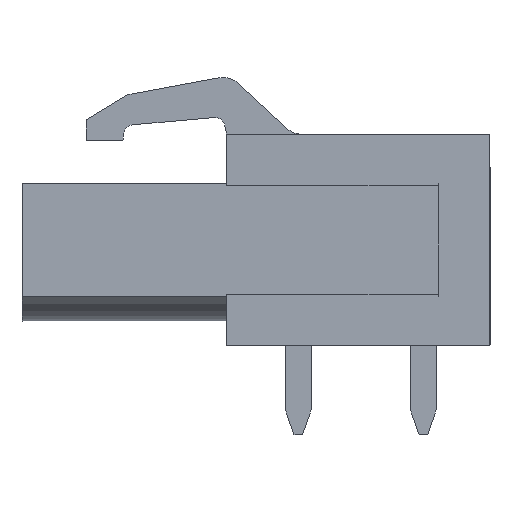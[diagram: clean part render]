
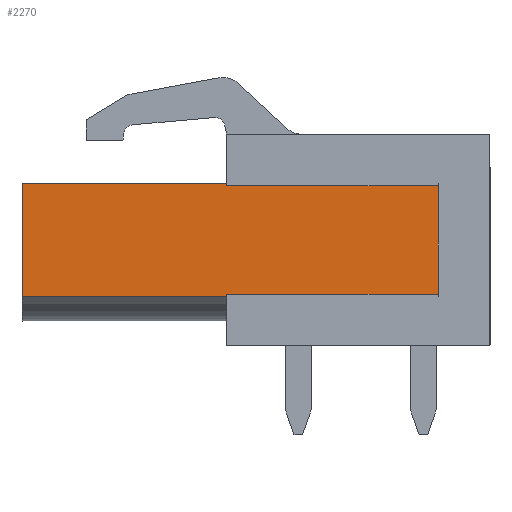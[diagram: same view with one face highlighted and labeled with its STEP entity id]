
A CAD part, front view. The second image highlights one B-rep face of the part: STEP entity #2270.
In plain terms, the highlighted planar face has unit normal (0, -1, 0).
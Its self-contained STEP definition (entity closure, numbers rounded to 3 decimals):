
#2270 = ADVANCED_FACE( '', ( #5068 ), #5069, .F. );
#5068 = FACE_OUTER_BOUND( '', #9847, .T. );
#5069 = PLANE( '', #9848 );
#9847 = EDGE_LOOP( '', ( #17111, #17112, #17113, #17114, #17115, #17116, #17117, #17118 ) );
#9848 = AXIS2_PLACEMENT_3D( '', #17119, #17120, #17121 );
#17111 = ORIENTED_EDGE( '', *, *, #23724, .F. );
#17112 = ORIENTED_EDGE( '', *, *, #23725, .T. );
#17113 = ORIENTED_EDGE( '', *, *, #23489, .F. );
#17114 = ORIENTED_EDGE( '', *, *, #21291, .F. );
#17115 = ORIENTED_EDGE( '', *, *, #23726, .T. );
#17116 = ORIENTED_EDGE( '', *, *, #23727, .T. );
#17117 = ORIENTED_EDGE( '', *, *, #23423, .F. );
#17118 = ORIENTED_EDGE( '', *, *, #23006, .T. );
#17119 = CARTESIAN_POINT( '', ( -1.2, 1., 4.3 ) );
#17120 = DIRECTION( '', ( 0., 1., 0. ) );
#17121 = DIRECTION( '', ( 0., 0., 1. ) );
#21291 = EDGE_CURVE( '', #24935, #24937, #24938, .T. );
#23006 = EDGE_CURVE( '', #27817, #27815, #27818, .T. );
#23423 = EDGE_CURVE( '', #27817, #28415, #28416, .T. );
#23489 = EDGE_CURVE( '', #24937, #28505, #28509, .T. );
#23724 = EDGE_CURVE( '', #28823, #27815, #28824, .T. );
#23725 = EDGE_CURVE( '', #28823, #28505, #28825, .T. );
#23726 = EDGE_CURVE( '', #24935, #28826, #28827, .T. );
#23727 = EDGE_CURVE( '', #28826, #28415, #28828, .T. );
#24935 = VERTEX_POINT( '', #30281 );
#24937 = VERTEX_POINT( '', #30284 );
#24938 = LINE( '', #30285, #30286 );
#27815 = VERTEX_POINT( '', #34387 );
#27817 = VERTEX_POINT( '', #34390 );
#27818 = LINE( '', #34391, #34392 );
#28415 = VERTEX_POINT( '', #35260 );
#28416 = LINE( '', #35261, #35262 );
#28505 = VERTEX_POINT( '', #35391 );
#28509 = LINE( '', #35397, #35398 );
#28823 = VERTEX_POINT( '', #35847 );
#28824 = LINE( '', #35848, #35849 );
#28825 = LINE( '', #35850, #35851 );
#28826 = VERTEX_POINT( '', #35852 );
#28827 = LINE( '', #35853, #35854 );
#28828 = LINE( '', #35855, #35856 );
#30281 = CARTESIAN_POINT( '', ( 7.4, 1., 2.65 ) );
#30284 = CARTESIAN_POINT( '', ( 7.4, 1., -2.65 ) );
#30285 = CARTESIAN_POINT( '', ( 7.4, 1., 2.65 ) );
#30286 = VECTOR( '', #37598, 1000. );
#34387 = CARTESIAN_POINT( '', ( -9.5, 1., -2.3 ) );
#34390 = CARTESIAN_POINT( '', ( -9.5, 1., 2.3 ) );
#34391 = CARTESIAN_POINT( '', ( -9.5, 1., 4.3 ) );
#34392 = VECTOR( '', #39443, 1000. );
#35260 = CARTESIAN_POINT( '', ( -1.2, 1., 2.3 ) );
#35261 = CARTESIAN_POINT( '', ( -1.2, 1., 2.3 ) );
#35262 = VECTOR( '', #39823, 1000. );
#35391 = CARTESIAN_POINT( '', ( -1.2, 1., -2.65 ) );
#35397 = CARTESIAN_POINT( '', ( 7.4, 1., -2.65 ) );
#35398 = VECTOR( '', #39881, 1000. );
#35847 = CARTESIAN_POINT( '', ( -1.2, 1., -2.3 ) );
#35848 = CARTESIAN_POINT( '', ( -1.2, 1., -2.3 ) );
#35849 = VECTOR( '', #40074, 1000. );
#35850 = CARTESIAN_POINT( '', ( -1.2, 1., 2.65 ) );
#35851 = VECTOR( '', #40075, 1000. );
#35852 = CARTESIAN_POINT( '', ( -1.2, 1., 2.65 ) );
#35853 = CARTESIAN_POINT( '', ( 7.4, 1., 2.65 ) );
#35854 = VECTOR( '', #40076, 1000. );
#35855 = CARTESIAN_POINT( '', ( -1.2, 1., 2.65 ) );
#35856 = VECTOR( '', #40077, 1000. );
#37598 = DIRECTION( '', ( 0., 0., -1. ) );
#39443 = DIRECTION( '', ( 0., 0., -1. ) );
#39823 = DIRECTION( '', ( 1., 0., 0. ) );
#39881 = DIRECTION( '', ( -1., 0., 0. ) );
#40074 = DIRECTION( '', ( -1., 0., 0. ) );
#40075 = DIRECTION( '', ( 0., 0., -1. ) );
#40076 = DIRECTION( '', ( -1., 0., 0. ) );
#40077 = DIRECTION( '', ( 0., 0., -1. ) );
